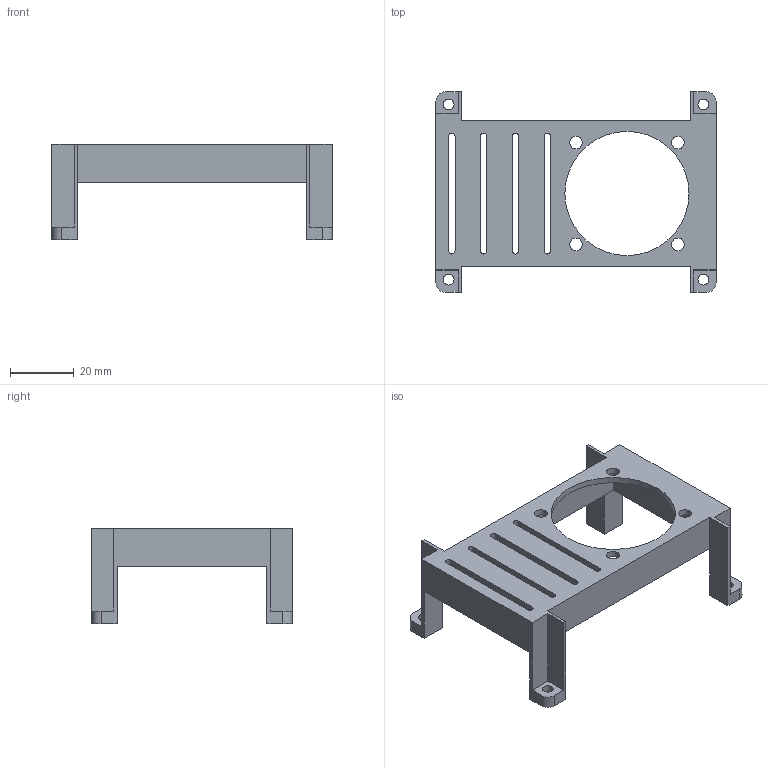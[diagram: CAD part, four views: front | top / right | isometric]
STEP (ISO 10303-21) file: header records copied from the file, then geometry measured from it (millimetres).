
FILE_DESCRIPTION(('FreeCAD Model'),'2;1');
FILE_NAME('Open CASCADE Shape Model','2023-05-08T20:27:32',(''),(''), 'Open CASCADE STEP processor 7.6','FreeCAD','Unknown');
FILE_SCHEMA(('AUTOMOTIVE_DESIGN { 1 0 10303 214 1 1 1 1 }'));
Length unit declared in the file: millimetre
Products named in the file (1): Body
Bounding box: 88 x 63 x 30 mm (x, y, z)
Volume: 27439.3 mm3; surface area: 17730.5 mm2
Topology: 1 solids, 1 shells, 68 faces, 193 edges, 128 vertices
Faces by surface type: plane 47, cylinder 21
Full cylindrical faces by diameter (mm): 3.4 x4, 4 x4, 39 x1
Entity records: 2277 total; most frequent: CARTESIAN_POINT 390, ORIENTED_EDGE 386, DIRECTION 373, EDGE_CURVE 193, LINE 151, VECTOR 151, VERTEX_POINT 128, AXIS2_PLACEMENT_3D 111
